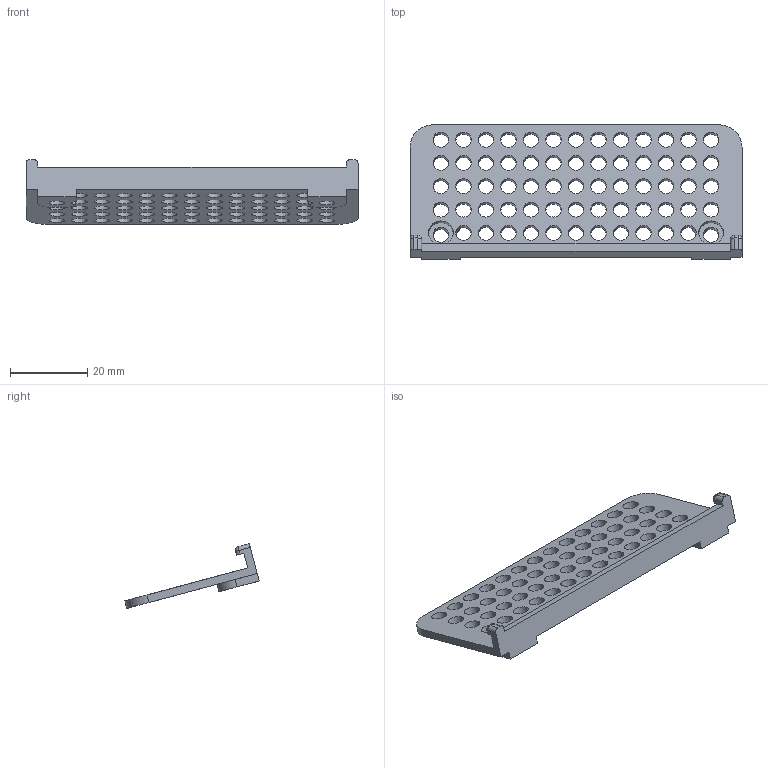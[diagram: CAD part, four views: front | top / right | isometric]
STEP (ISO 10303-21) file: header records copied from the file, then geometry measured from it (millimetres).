
FILE_DESCRIPTION(/* description */ (''),/* implementation_level */ '2;1');
FILE_NAME(/* name */ '203_busicard_card_stand v4.step',/* time_stamp */ '2023-09-29T15:12:40+09:00',/* author */ (''),/* organization */ (''),/* preprocessor_version */ 'ST-DEVELOPER v20',/* originating_system */ 'Autodesk Translation Framework v12.9.0.99',/* authorisation */ '');
FILE_SCHEMA (('AUTOMOTIVE_DESIGN { 1 0 10303 214 3 1 1 }'));
Length unit declared in the file: millimetre
Products named in the file (1): 203_busicard_card_stand
Bounding box: 86 x 34.84 x 16.79 mm (x, y, z)
Volume: 5344.8 mm3; surface area: 7463.8 mm2
Topology: 1 solids, 1 shells, 111 faces, 319 edges, 208 vertices
Faces by surface type: cylinder 83, plane 24, sphere 4
Full cylindrical faces by diameter (mm): 4 x65, 6.4 x2
Entity records: 3997 total; most frequent: DIRECTION 717, CARTESIAN_POINT 639, ORIENTED_EDGE 638, EDGE_CURVE 319, AXIS2_PLACEMENT_3D 286, EDGE_LOOP 239, VERTEX_POINT 208, CIRCLE 174
